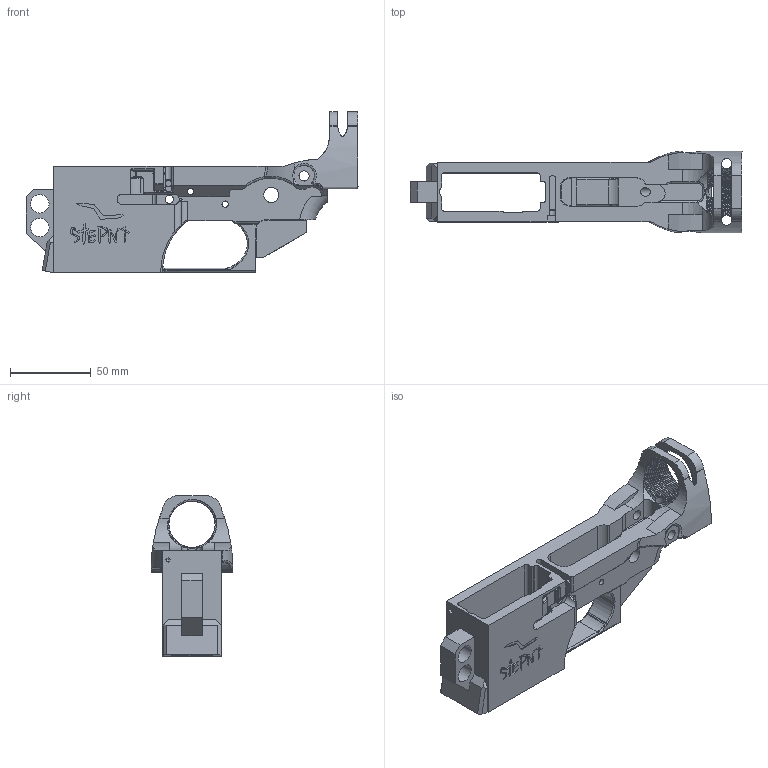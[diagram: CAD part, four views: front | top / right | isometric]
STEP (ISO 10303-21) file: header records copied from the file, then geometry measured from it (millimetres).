
FILE_DESCRIPTION(/* description */ (''),/* implementation_level */ '2;1');
FILE_NAME(/* name */ 'Hackbolt STEPNT v3 v1.step',/* time_stamp */ '2020-12-07T00:29:49-06:00',/* author */ (''),/* organization */ (''),/* preprocessor_version */ 'ST-DEVELOPER v18.1',/* originating_system */ 'Autodesk Translation Framework v9.3.0.1241',/* authorisation */ '');
FILE_SCHEMA (('AUTOMOTIVE_DESIGN { 1 0 10303 214 3 1 1 }'));
Length unit declared in the file: inch
Products named in the file (1): Hackbolt STEPNT v3
Bounding box: 205.86 x 50.81 x 99.44 mm (x, y, z)
Volume: 168476 mm3; surface area: 65299.8 mm2
Topology: 1 solids, 2 shells, 733 faces, 2115 edges, 1371 vertices
Faces by surface type: plane 340, cylinder 214, bspline 124, torus 30, cone 19, sphere 6
Full cylindrical faces by diameter (mm): 3.81 x1, 3.969 x5, 5.182 x1, 5.334 x1, 6.35 x2, 6.477 x1, 6.858 x3, 7.938 x1, 9.55 x2, 11.43 x2, 28.651 x5
Entity records: 37203 total; most frequent: CARTESIAN_POINT 18850, ORIENTED_EDGE 4202, DIRECTION 3317, EDGE_CURVE 2101, VERTEX_POINT 1371, LINE 1163, VECTOR 1163, AXIS2_PLACEMENT_3D 1077
